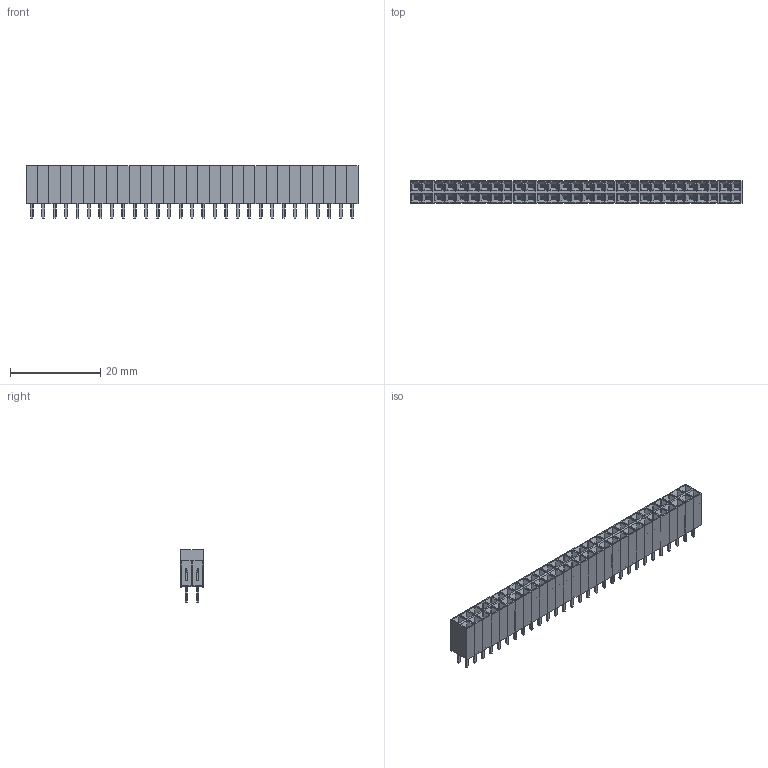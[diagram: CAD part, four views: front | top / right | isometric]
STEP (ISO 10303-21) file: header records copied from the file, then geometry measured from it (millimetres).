
FILE_DESCRIPTION(/* description */ (''),/* implementation_level */ '2;1');
FILE_NAME(/* name */ 'Female Pin Header 02x29.stp',/* time_stamp */ '2019-11-24T09:22:47+01:00',/* author */ ('Bernd das Brot'),/* organization */ (''),/* preprocessor_version */ 'ST-DEVELOPER v18',/* originating_system */ 'Autodesk Inventor 2020',/* authorisation */ '');
FILE_SCHEMA (('AUTOMOTIVE_DESIGN { 1 0 10303 214 3 1 1 }'));
Length unit declared in the file: millimetre
Products named in the file (2): Female Pin Header 02x29; Female Pin Header 2x
Assembly tree (29 placements, depth 2):
  Female Pin Header 02x29
    Female Pin Header 2x  x29
Bounding box: 73.66 x 5.08 x 11.7 mm (x, y, z)
Volume: 1629.5 mm3; surface area: 9553.3 mm2
Topology: 29 solids, 29 shells, 8410 faces, 19372 edges, 10904 vertices
Faces by surface type: cylinder 3886, plane 2320, sphere 1160, torus 812, bspline 232
Entity records: 8785 total; most frequent: CARTESIAN_POINT 1597, DIRECTION 1582, ORIENTED_EDGE 1320, EDGE_CURVE 660, AXIS2_PLACEMENT_3D 617, VERTEX_POINT 376, LINE 348, VECTOR 348
